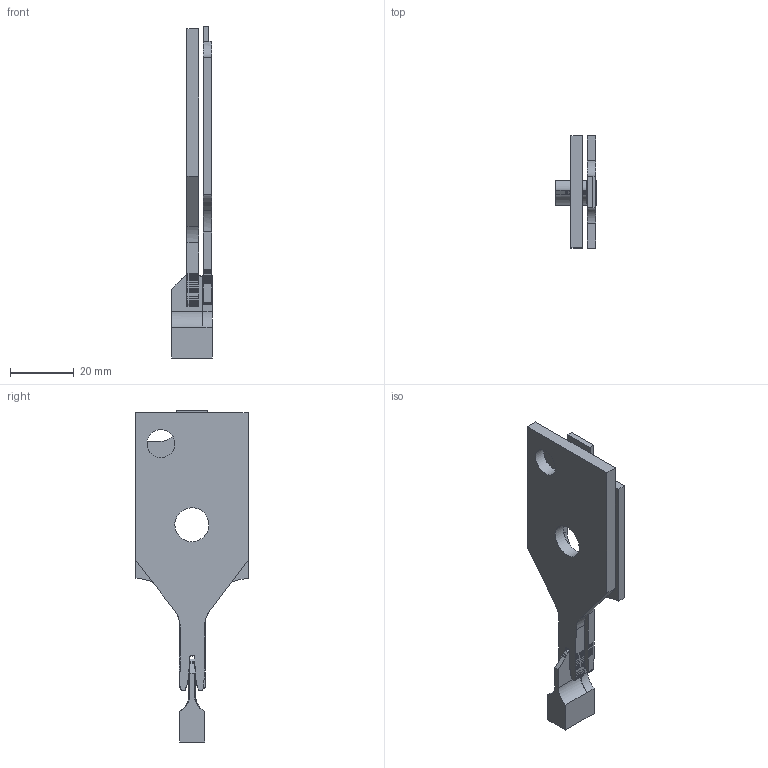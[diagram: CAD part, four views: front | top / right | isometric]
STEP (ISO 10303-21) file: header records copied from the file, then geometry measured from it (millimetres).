
FILE_DESCRIPTION(('FreeCAD Model'),'2;1');
FILE_NAME('Open CASCADE Shape Model','2025-05-09T05:11:57',('FreeCAD'),( 'FreeCAD'),'Open CASCADE STEP processor 7.6','FreeCAD','Unknown');
FILE_SCHEMA(('AUTOMOTIVE_DESIGN { 1 0 10303 214 1 1 1 1 }'));
Products named in the file (1): Open CASCADE STEP translator 7.6 1
Bounding box: 12.73 x 35.24 x 103.92 mm (x, y, z)
Volume: 12984.7 mm3; surface area: 10384.9 mm2
Topology: 3 solids, 3 shells, 873 faces, 2592 edges, 1727 vertices
Faces by surface type: bspline 873
Entity records: 34242 total; most frequent: CARTESIAN_POINT 20969, ORIENTED_EDGE 5184, EDGE_CURVE 2592, VERTEX_POINT 1727, B_SPLINE_CURVE_WITH_KNOTS 1033, FACE_BOUND 881, EDGE_LOOP 881, ADVANCED_FACE 873
